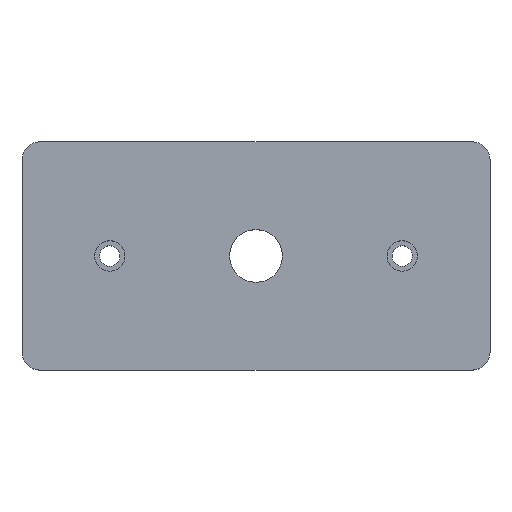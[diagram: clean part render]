
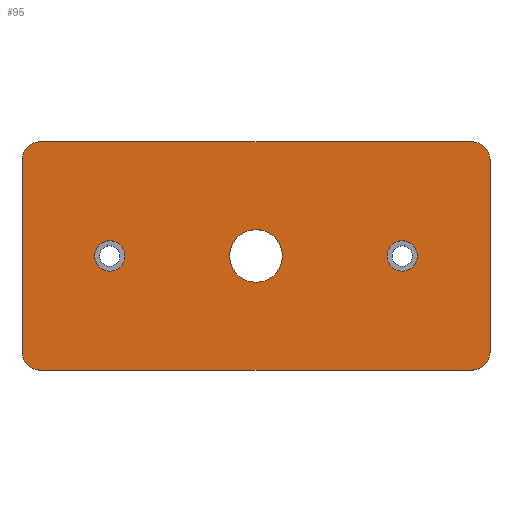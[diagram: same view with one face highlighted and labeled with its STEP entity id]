
A CAD part, top view. The second image highlights one B-rep face of the part: STEP entity #95.
In plain terms, the highlighted planar face has unit normal (0, 0, 1).
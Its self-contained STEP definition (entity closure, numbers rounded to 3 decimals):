
#95=ADVANCED_FACE('',(#221,#222,#223,#224),#225,.T.);
#221=FACE_OUTER_BOUND('',#383,.T.);
#222=FACE_BOUND('',#384,.T.);
#223=FACE_BOUND('',#385,.T.);
#224=FACE_BOUND('',#386,.T.);
#225=PLANE('',#387);
#383=EDGE_LOOP('',(#617,#618,#619,#620,#621,#622,#623,#624));
#384=EDGE_LOOP('',(#625,#626));
#385=EDGE_LOOP('',(#627,#628));
#386=EDGE_LOOP('',(#629,#630));
#387=AXIS2_PLACEMENT_3D('',#631,#632,#633);
#617=ORIENTED_EDGE('',*,*,#1000,.T.);
#618=ORIENTED_EDGE('',*,*,#998,.T.);
#619=ORIENTED_EDGE('',*,*,#1021,.T.);
#620=ORIENTED_EDGE('',*,*,#1022,.T.);
#621=ORIENTED_EDGE('',*,*,#1023,.T.);
#622=ORIENTED_EDGE('',*,*,#1024,.F.);
#623=ORIENTED_EDGE('',*,*,#1025,.T.);
#624=ORIENTED_EDGE('',*,*,#1026,.F.);
#625=ORIENTED_EDGE('',*,*,#1027,.F.);
#626=ORIENTED_EDGE('',*,*,#976,.F.);
#627=ORIENTED_EDGE('',*,*,#1028,.F.);
#628=ORIENTED_EDGE('',*,*,#951,.F.);
#629=ORIENTED_EDGE('',*,*,#983,.T.);
#630=ORIENTED_EDGE('',*,*,#1019,.T.);
#631=CARTESIAN_POINT('',(80.0,-19.5,5.0));
#632=DIRECTION('',(0.,0.,1.0));
#633=DIRECTION('',(1.0,0.,0.0));
#951=EDGE_CURVE('',#1125,#1128,#1129,.T.);
#976=EDGE_CURVE('',#1170,#1173,#1174,.T.);
#983=EDGE_CURVE('',#1180,#1184,#1186,.T.);
#998=EDGE_CURVE('',#1188,#1213,#1215,.T.);
#1000=EDGE_CURVE('',#1217,#1188,#1218,.T.);
#1019=EDGE_CURVE('',#1184,#1180,#1249,.T.);
#1021=EDGE_CURVE('',#1213,#1251,#1252,.T.);
#1022=EDGE_CURVE('',#1251,#1253,#1254,.T.);
#1023=EDGE_CURVE('',#1253,#1255,#1256,.T.);
#1024=EDGE_CURVE('',#1257,#1255,#1258,.T.);
#1025=EDGE_CURVE('',#1257,#1259,#1260,.T.);
#1026=EDGE_CURVE('',#1217,#1259,#1261,.T.);
#1027=EDGE_CURVE('',#1173,#1170,#1262,.T.);
#1028=EDGE_CURVE('',#1128,#1125,#1263,.T.);
#1125=VERTEX_POINT('',#1384);
#1128=VERTEX_POINT('',#1388);
#1129=CIRCLE('',#1389,2.6);
#1170=VERTEX_POINT('',#1439);
#1173=VERTEX_POINT('',#1443);
#1174=CIRCLE('',#1444,2.6);
#1180=VERTEX_POINT('',#1451);
#1184=VERTEX_POINT('',#1456);
#1186=CIRCLE('',#1459,4.5);
#1188=VERTEX_POINT('',#1461);
#1213=VERTEX_POINT('',#1498);
#1215=LINE('',#1501,#1502);
#1217=VERTEX_POINT('',#1504);
#1218=CIRCLE('',#1505,3.0);
#1249=CIRCLE('',#1547,4.5);
#1251=VERTEX_POINT('',#1549);
#1252=CIRCLE('',#1550,3.0);
#1253=VERTEX_POINT('',#1551);
#1254=LINE('',#1552,#1553);
#1255=VERTEX_POINT('',#1554);
#1256=CIRCLE('',#1555,3.0);
#1257=VERTEX_POINT('',#1556);
#1258=LINE('',#1557,#1558);
#1259=VERTEX_POINT('',#1559);
#1260=CIRCLE('',#1560,3.0);
#1261=LINE('',#1561,#1562);
#1262=CIRCLE('',#1563,2.6);
#1263=CIRCLE('',#1564,2.6);
#1384=CARTESIAN_POINT('',(67.6,0.,5.0));
#1388=CARTESIAN_POINT('',(62.4,0.,5.0));
#1389=AXIS2_PLACEMENT_3D('',#1733,#1734,#1735);
#1439=CARTESIAN_POINT('',(17.6,0.,5.0));
#1443=CARTESIAN_POINT('',(12.4,0.,5.0));
#1444=AXIS2_PLACEMENT_3D('',#1773,#1774,#1775);
#1451=CARTESIAN_POINT('',(40.0,-4.5,5.0));
#1456=CARTESIAN_POINT('',(40.0,4.5,5.0));
#1459=AXIS2_PLACEMENT_3D('',#1785,#1786,#1787);
#1461=CARTESIAN_POINT('',(80.0,-16.5,5.0));
#1498=CARTESIAN_POINT('',(80.0,16.5,5.0));
#1501=CARTESIAN_POINT('',(80.0,-16.5,5.0));
#1502=VECTOR('',#1801,33.0);
#1504=CARTESIAN_POINT('',(77.0,-19.5,5.0));
#1505=AXIS2_PLACEMENT_3D('',#1802,#1803,#1804);
#1547=AXIS2_PLACEMENT_3D('',#1831,#1832,#1833);
#1549=CARTESIAN_POINT('',(77.0,19.5,5.0));
#1550=AXIS2_PLACEMENT_3D('',#1834,#1835,#1836);
#1551=CARTESIAN_POINT('',(3.,19.5,5.0));
#1552=CARTESIAN_POINT('',(77.0,19.5,5.0));
#1553=VECTOR('',#1837,74.0);
#1554=CARTESIAN_POINT('',(0.0,16.5,5.0));
#1555=AXIS2_PLACEMENT_3D('',#1838,#1839,#1840);
#1556=CARTESIAN_POINT('',(0.0,-16.5,5.0));
#1557=CARTESIAN_POINT('',(0.0,-16.5,5.0));
#1558=VECTOR('',#1841,33.0);
#1559=CARTESIAN_POINT('',(3.,-19.5,5.0));
#1560=AXIS2_PLACEMENT_3D('',#1842,#1843,#1844);
#1561=CARTESIAN_POINT('',(77.0,-19.5,5.0));
#1562=VECTOR('',#1845,74.0);
#1563=AXIS2_PLACEMENT_3D('',#1846,#1847,#1848);
#1564=AXIS2_PLACEMENT_3D('',#1849,#1850,#1851);
#1733=CARTESIAN_POINT('',(65.0,0.,5.0));
#1734=DIRECTION('',(0.,0.,1.0));
#1735=DIRECTION('',(1.0,0.,0.));
#1773=CARTESIAN_POINT('',(15.0,0.,5.0));
#1774=DIRECTION('',(0.,0.,1.0));
#1775=DIRECTION('',(1.0,0.,0.));
#1785=CARTESIAN_POINT('',(40.0,0.,5.0));
#1786=DIRECTION('',(0.,0.,-1.0));
#1787=DIRECTION('',(0.,-1.0,0.));
#1801=DIRECTION('',(0.,1.0,0.0));
#1802=CARTESIAN_POINT('',(77.0,-16.5,5.0));
#1803=DIRECTION('',(0.,0.,1.0));
#1804=DIRECTION('',(0.,-1.0,0.));
#1831=CARTESIAN_POINT('',(40.0,0.,5.0));
#1832=DIRECTION('',(0.,0.,-1.0));
#1833=DIRECTION('',(0.,-1.0,0.));
#1834=CARTESIAN_POINT('',(77.0,16.5,5.0));
#1835=DIRECTION('',(0.,0.,1.0));
#1836=DIRECTION('',(1.0,0.,0.));
#1837=DIRECTION('',(-1.0,0.,0.));
#1838=CARTESIAN_POINT('',(3.0,16.5,5.0));
#1839=DIRECTION('',(0.,0.,1.0));
#1840=DIRECTION('',(0.,1.0,0.));
#1841=DIRECTION('',(0.,1.0,0.0));
#1842=CARTESIAN_POINT('',(3.0,-16.5,5.0));
#1843=DIRECTION('',(0.,0.,1.0));
#1844=DIRECTION('',(-1.0,0.,0.));
#1845=DIRECTION('',(-1.0,0.,0.));
#1846=CARTESIAN_POINT('',(15.0,0.,5.0));
#1847=DIRECTION('',(0.,0.,1.0));
#1848=DIRECTION('',(1.0,0.,0.));
#1849=CARTESIAN_POINT('',(65.0,0.,5.0));
#1850=DIRECTION('',(0.,0.,1.0));
#1851=DIRECTION('',(1.0,0.,0.));
